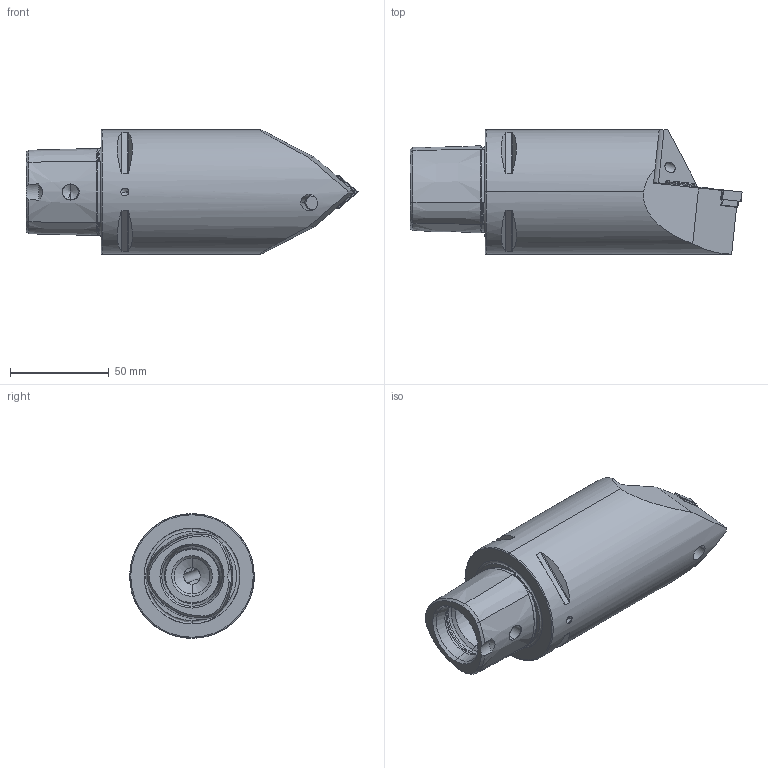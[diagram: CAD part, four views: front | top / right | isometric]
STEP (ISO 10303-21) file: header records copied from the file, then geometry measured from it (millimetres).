
FILE_DESCRIPTION (( 'STEP AP214' ), '1' );
FILE_NAME ('PS6.PCD.NMA.130-HP.STEP', '2020-09-16T07:02:26', ( '' ), ( '' ), 'SwSTEP 2.0', 'SolidWorks 2017', '' );
FILE_SCHEMA (( 'AUTOMOTIVE_DESIGN' ));
Length unit declared in the file: millimetre
Products named in the file (13): WCD-ER2.101.003_A; DIN 7991 - M5x15; PS6.PCD.NMA.130-HP; CHP-ER1.008.014_A; WCD-ER1.101.000; WCD-ER3.101.000_A; CHP-ER1.015.006; ISO 8752 2x8; DIN 3771 - 13x1; CHP-ER1.015.006_A; WCD-ER4.101.017_A; PS6-PCD.NMA.130-HP_C; CNMG120404
Assembly tree (12 placements, depth 3):
  PS6.PCD.NMA.130-HP
    PS6-PCD.NMA.130-HP_C
    WCD-ER1.101.000
    WCD-ER4.101.017_A
    ISO 8752 2x8
    CHP-ER1.015.006
      CHP-ER1.015.006_A
      DIN 3771 - 13x1
      DIN 7991 - M5x15
    CHP-ER1.008.014_A
    WCD-ER2.101.003_A
    CNMG120404
    WCD-ER3.101.000_A
Bounding box: 168 x 63 x 63 mm (x, y, z)
Volume: 331415.9 mm3; surface area: 44955.8 mm2
Topology: 11 solids, 11 shells, 448 faces, 1066 edges, 631 vertices
Faces by surface type: cone 136, plane 134, cylinder 116, torus 50, bspline 12
Entity records: 14514 total; most frequent: CARTESIAN_POINT 3801, DIRECTION 2154, ORIENTED_EDGE 2088, EDGE_CURVE 1044, AXIS2_PLACEMENT_3D 848, VERTEX_POINT 631, EDGE_LOOP 481, VECTOR 458
